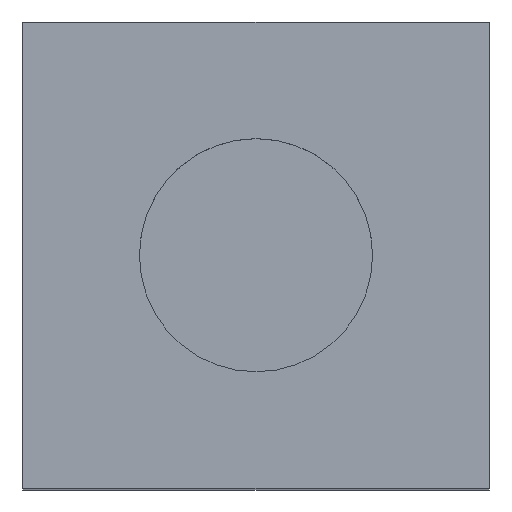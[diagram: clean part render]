
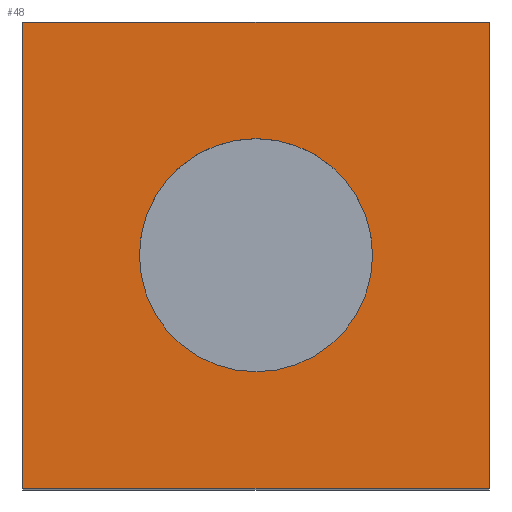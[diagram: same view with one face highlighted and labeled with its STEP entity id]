
A CAD part, top view. The second image highlights one B-rep face of the part: STEP entity #48.
In plain terms, the highlighted planar face has unit normal (0, 0, 1).
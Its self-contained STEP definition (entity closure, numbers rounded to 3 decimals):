
#48=ADVANCED_FACE('',(#120,#122),#124,.T.);
#120=FACE_BOUND('',#121,.T.);
#121=EDGE_LOOP('',(#180,#181,#182,#183));
#122=FACE_BOUND('',#123,.T.);
#123=EDGE_LOOP('',(#184));
#124=PLANE('',#125);
#125=AXIS2_PLACEMENT_3D('',#126,#127,#128);
#126=CARTESIAN_POINT('',(0.,0.,20.));
#127=DIRECTION('',(0.,0.,1.));
#128=DIRECTION('',(-1.,0.,0.));
#180=ORIENTED_EDGE('',*,*,#208,.T.);
#181=ORIENTED_EDGE('',*,*,#209,.T.);
#182=ORIENTED_EDGE('',*,*,#210,.T.);
#183=ORIENTED_EDGE('',*,*,#211,.T.);
#184=ORIENTED_EDGE('',*,*,#212,.T.);
#208=EDGE_CURVE('',#222,#223,#224,.T.);
#209=EDGE_CURVE('',#223,#225,#226,.T.);
#210=EDGE_CURVE('',#225,#227,#228,.T.);
#211=EDGE_CURVE('',#227,#222,#229,.T.);
#212=EDGE_CURVE('',#230,#230,#231,.F.);
#222=VERTEX_POINT('',#246);
#223=VERTEX_POINT('',#247);
#224=LINE('',#248,#249);
#225=VERTEX_POINT('',#251);
#226=LINE('',#252,#253);
#227=VERTEX_POINT('',#255);
#228=LINE('',#256,#257);
#229=LINE('',#259,#260);
#230=VERTEX_POINT('',#262);
#231=CIRCLE('',#263,2.5);
#246=CARTESIAN_POINT('',(-5.,5.,20.));
#247=CARTESIAN_POINT('',(-5.,-5.,20.));
#248=CARTESIAN_POINT('',(-5.,5.,20.));
#249=VECTOR('',#250,1.);
#250=DIRECTION('',(0.,-1.,0.));
#251=CARTESIAN_POINT('',(5.,-5.,20.));
#252=CARTESIAN_POINT('',(-5.,-5.,20.));
#253=VECTOR('',#254,1.);
#254=DIRECTION('',(1.,0.,0.));
#255=CARTESIAN_POINT('',(5.,5.,20.));
#256=CARTESIAN_POINT('',(5.,-5.,20.));
#257=VECTOR('',#258,1.);
#258=DIRECTION('',(0.,1.,0.));
#259=CARTESIAN_POINT('',(5.,5.,20.));
#260=VECTOR('',#261,1.);
#261=DIRECTION('',(-1.,0.,0.));
#262=CARTESIAN_POINT('',(-2.5,0.,20.));
#263=AXIS2_PLACEMENT_3D('',#264,#265,#266);
#264=CARTESIAN_POINT('',(0.,0.,20.));
#265=DIRECTION('',(0.,0.,1.));
#266=DIRECTION('',(-1.,0.,0.));
